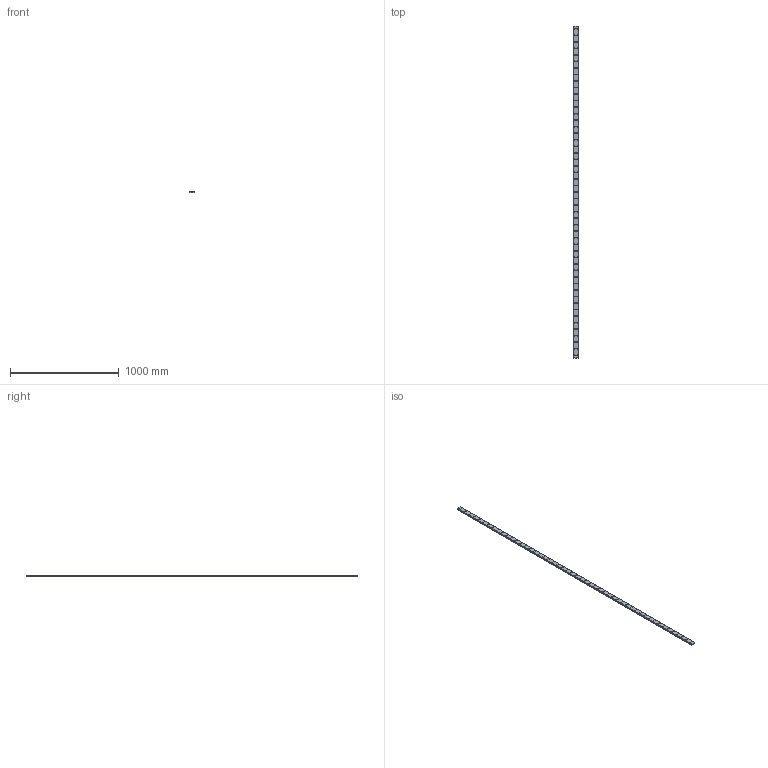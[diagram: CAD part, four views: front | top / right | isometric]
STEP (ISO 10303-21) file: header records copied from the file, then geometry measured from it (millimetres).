
FILE_DESCRIPTION(('STEP AP214'),'1');
FILE_NAME('cctmp_2690B04B-C8D0-4DF3-ABFD-33C1DFF2DC26_2021_03_05_12_56_12_0637..stp','2021-03-05T11:56:13',('HIWIN GmbH'),('CADClick - www.CADClick.com'),'Spatial InterOp 3D',' ','unknown authorization');
FILE_SCHEMA(('AUTOMOTIVE_DESIGN'));
Length unit declared in the file: millimetre
Products named in the file (1): WER27R3050H_FILE
Bounding box: 42 x 3050 x 15 mm (x, y, z)
Volume: 1775151.9 mm3; surface area: 383732.8 mm2
Topology: 1 solids, 1 shells, 1021 faces, 2127 edges, 1418 vertices
Faces by surface type: cylinder 630, plane 391
Entity records: 35973 total; most frequent: DIRECTION 5431, CARTESIAN_POINT 4567, ORIENTED_EDGE 4254, AXIS2_PLACEMENT_3D 2282, EDGE_CURVE 2127, VERTEX_POINT 1418, EDGE_LOOP 1331, CIRCLE 1260
